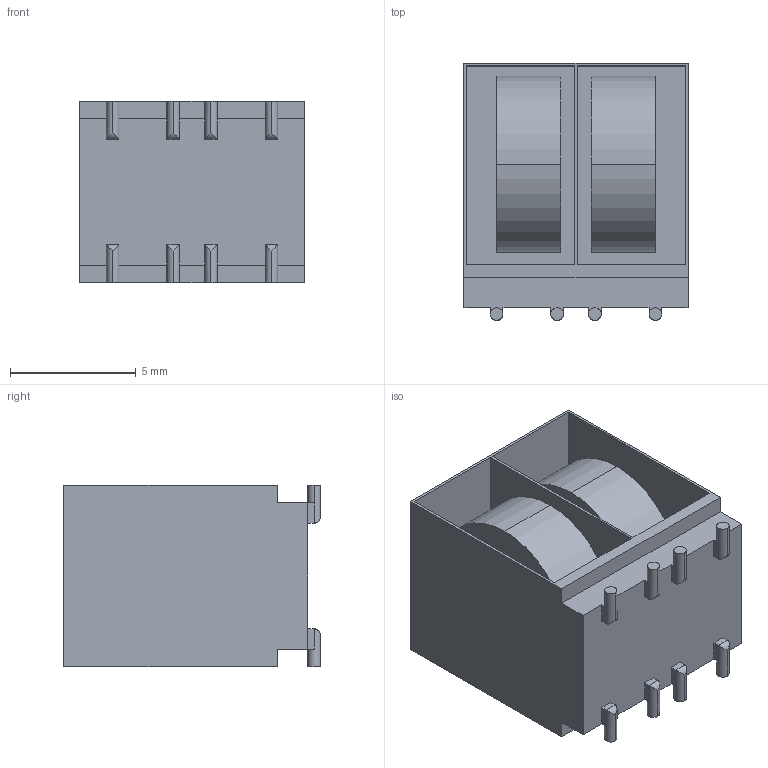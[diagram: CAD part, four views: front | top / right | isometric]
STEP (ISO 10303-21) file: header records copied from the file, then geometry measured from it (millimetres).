
FILE_DESCRIPTION((''),'2;1');
FILE_NAME('MF-SD_250','2012-07-27T',('ryans'),('Bourns, Inc.'),'PRO/ENGINEER BY PARAMETRIC TECHNOLOGY CORPORATION, 2010100','PRO/ENGINEER BY PARAMETRIC TECHNOLOGY CORPORATION, 2010100','');
FILE_SCHEMA(('CONFIG_CONTROL_DESIGN'));
Length unit declared in the file: millimetre
Products named in the file (1): MF-SD_250
Bounding box: 8.9 x 10.2 x 7.2 mm (x, y, z)
Volume: 323 mm3; surface area: 1066.8 mm2
Topology: 3 solids, 3 shells, 84 faces, 207 edges, 131 vertices
Faces by surface type: plane 56, cylinder 28
Entity records: 2656 total; most frequent: CARTESIAN_POINT 638, ORIENTED_EDGE 414, DIRECTION 394, EDGE_CURVE 207, VECTOR 156, LINE 156, VERTEX_POINT 131, AXIS2_PLACEMENT_3D 119
